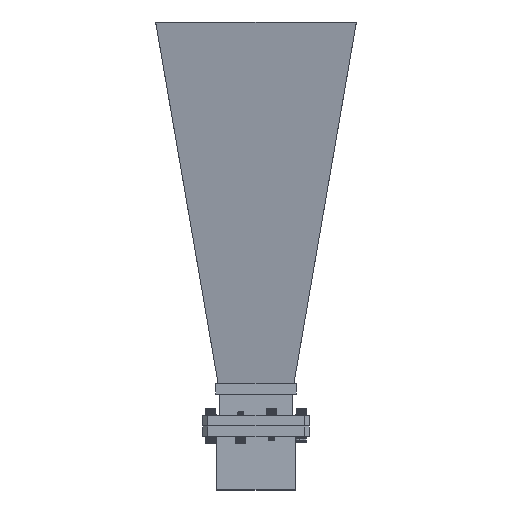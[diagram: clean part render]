
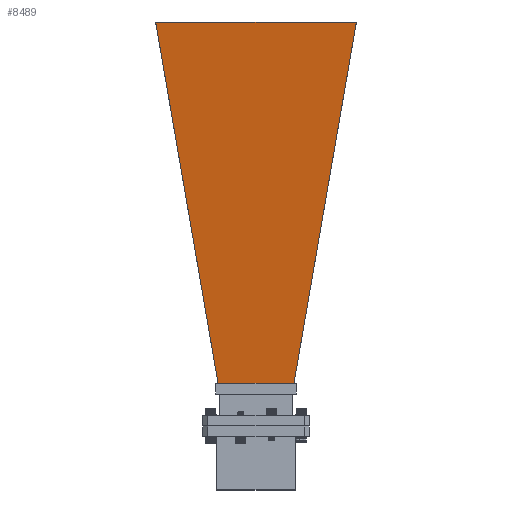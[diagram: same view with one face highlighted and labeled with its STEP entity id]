
A CAD part, front view. The second image highlights one B-rep face of the part: STEP entity #8489.
In plain terms, the highlighted face is planar.
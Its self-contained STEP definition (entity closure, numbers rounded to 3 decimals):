
#507 = EDGE_CURVE ( 'NONE', #4879, #11685, #12378, .T. ) ;
#955 = FACE_OUTER_BOUND ( 'NONE', #8056, .T. ) ;
#1404 = CARTESIAN_POINT ( 'NONE',  ( -22.568, 6.35, 11.7 ) ) ;
#1430 = ORIENTED_EDGE ( 'NONE', *, *, #9039, .F. ) ;
#1755 = VECTOR ( 'NONE', #6883, 1000. ) ;
#1936 = DIRECTION ( 'NONE',  ( -1., 0., 0. ) ) ;
#2936 = CARTESIAN_POINT ( 'NONE',  ( 262.123, 221.269, 41.58 ) ) ;
#3312 = DIRECTION ( 'NONE',  ( 0., 0.99, 0.138 ) ) ;
#4457 = CARTESIAN_POINT ( 'NONE',  ( 29.029, 43.743, 16.899 ) ) ;
#4859 = EDGE_CURVE ( 'NONE', #12393, #4911, #8296, .T. ) ;
#4879 = VERTEX_POINT ( 'NONE', #11376 ) ;
#4887 = VECTOR ( 'NONE', #6308, 1000. ) ;
#4911 = VERTEX_POINT ( 'NONE', #1404 ) ;
#5698 = ORIENTED_EDGE ( 'NONE', *, *, #4859, .T. ) ;
#5890 = ORIENTED_EDGE ( 'NONE', *, *, #10588, .T. ) ;
#6064 = VECTOR ( 'NONE', #1936, 1000. ) ;
#6308 = DIRECTION ( 'NONE',  ( -1., 0., 0. ) ) ;
#6490 = PLANE ( 'NONE',  #7115 ) ;
#6876 = CARTESIAN_POINT ( 'NONE',  ( 46.056, 6.35, 11.7 ) ) ;
#6883 = DIRECTION ( 'NONE',  ( 0.169, -0.976, -0.136 ) ) ;
#7115 = AXIS2_PLACEMENT_3D ( 'NONE', #13326, #7599, #3312 ) ;
#7599 = DIRECTION ( 'NONE',  ( 0., 0.138, -0.99 ) ) ;
#8056 = EDGE_LOOP ( 'NONE', ( #5890, #5698, #1430, #9096 ) ) ;
#8296 = LINE ( 'NONE', #12695, #1755 ) ;
#8489 = ADVANCED_FACE ( 'NONE', ( #955 ), #6490, .F. ) ;
#8757 = LINE ( 'NONE', #6876, #6064 ) ;
#9039 = EDGE_CURVE ( 'NONE', #11685, #4911, #8757, .T. ) ;
#9096 = ORIENTED_EDGE ( 'NONE', *, *, #507, .F. ) ;
#10588 = EDGE_CURVE ( 'NONE', #4879, #12393, #12799, .T. ) ;
#11304 = CARTESIAN_POINT ( 'NONE',  ( 22.568, 6.35, 11.7 ) ) ;
#11355 = DIRECTION ( 'NONE',  ( -0.169, -0.976, -0.136 ) ) ;
#11376 = CARTESIAN_POINT ( 'NONE',  ( 59.703, 221.269, 41.58 ) ) ;
#11685 = VERTEX_POINT ( 'NONE', #11304 ) ;
#12378 = LINE ( 'NONE', #4457, #12601 ) ;
#12381 = CARTESIAN_POINT ( 'NONE',  ( -59.703, 221.269, 41.58 ) ) ;
#12393 = VERTEX_POINT ( 'NONE', #12381 ) ;
#12601 = VECTOR ( 'NONE', #11355, 1000. ) ;
#12695 = CARTESIAN_POINT ( 'NONE',  ( -29.029, 43.743, 16.899 ) ) ;
#12799 = LINE ( 'NONE', #2936, #4887 ) ;
#13326 = CARTESIAN_POINT ( 'NONE',  ( 262.123, 4.232, 11.406 ) ) ;
